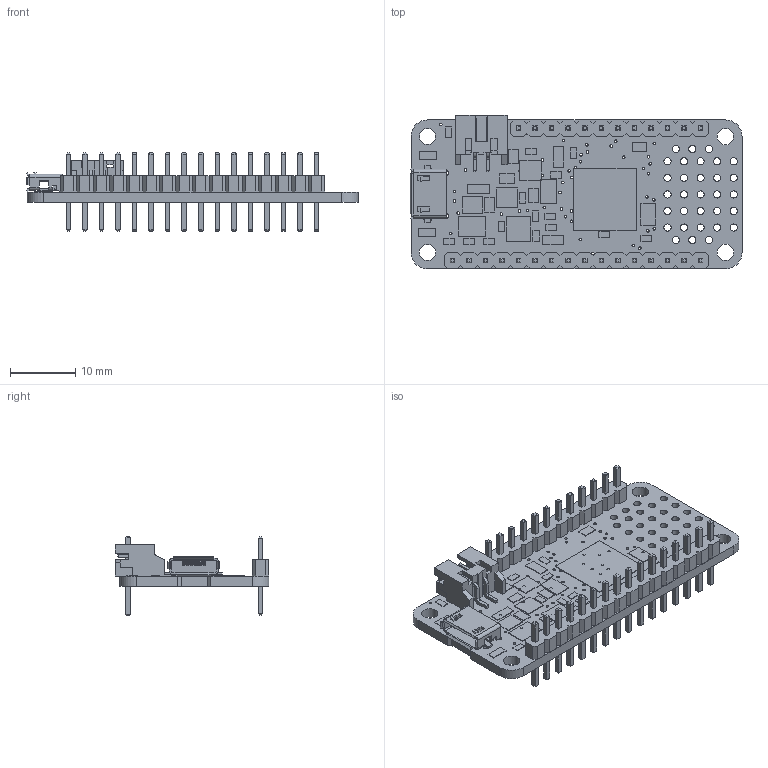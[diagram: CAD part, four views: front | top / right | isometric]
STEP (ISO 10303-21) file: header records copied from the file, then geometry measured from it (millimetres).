
FILE_DESCRIPTION(/* description */ (''),/* implementation_level */ '2;1');
FILE_NAME(/* name */ '3857 Adafruit Feather M4 Express.step',/* time_stamp */ '2018-07-20T19:02:22-04:00',/* author */ (''),/* organization */ (''),/* preprocessor_version */ 'ST-DEVELOPER v17',/* originating_system */ 'Autodesk Translation Framework v7.1.0.215',/* authorisation */ '');
FILE_SCHEMA (('AUTOMOTIVE_DESIGN { 1 0 10303 214 3 1 1 }'));
Length unit declared in the file: millimetre
Products named in the file (25): PCB Component; Board; 10uF; 1uF; ORANGE; FIDUCIAL_1MM; KMR2; MOUNTINGHOLE2.5; MCP73831T-2ACI/OT; 1X16_ROUND; JSTPH; 1X12_ROUND; 32.768; TESTPOINT_ROUND_1.5MM; PCBFEAT-REV-040; WS2812B3535; 2MB Flash; MBR120; DMG341; 100K; SOLDERJUMPER_CLOSEDWIRE; ATSAMD51J; 10uH; TPB1,27; microUSB
Assembly tree (48 placements, depth 2):
  PCB Component
    Board
    10uF  x5
    1uF  x15
    ORANGE  x2
    FIDUCIAL_1MM  x2
    KMR2
    MOUNTINGHOLE2.5  x2
    MCP73831T-2ACI/OT  x2
    1X16_ROUND
    JSTPH
    1X12_ROUND
    32.768
    TESTPOINT_ROUND_1.5MM  x2
    PCBFEAT-REV-040
    WS2812B3535
    2MB Flash
    MBR120
    DMG341
    100K
    SOLDERJUMPER_CLOSEDWIRE
    ATSAMD51J
    10uH
    TPB1,27  x2
    microUSB
Bounding box: 50.95 x 23.6 x 12 mm (x, y, z)
Volume: 2394.7 mm3; surface area: 5967.6 mm2
Topology: 71 solids, 71 shells, 1448 faces, 3729 edges, 2392 vertices
Faces by surface type: plane 1245, cylinder 203
Full cylindrical faces by diameter (mm): 0.394 x32, 0.4 x34, 0.7 x2, 0.8 x2, 1 x28, 1.1 x31, 2.5 x2, 2.54 x2
Entity records: 41954 total; most frequent: CARTESIAN_POINT 7122, ORIENTED_EDGE 6978, DIRECTION 6697, EDGE_CURVE 3489, LINE 3083, VECTOR 3083, VERTEX_POINT 2232, AXIS2_PLACEMENT_3D 1807
